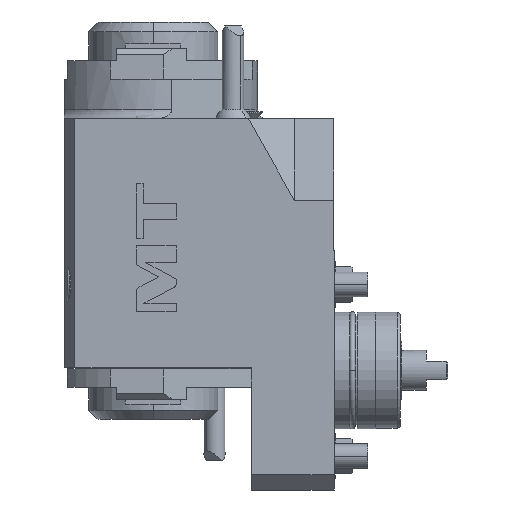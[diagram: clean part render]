
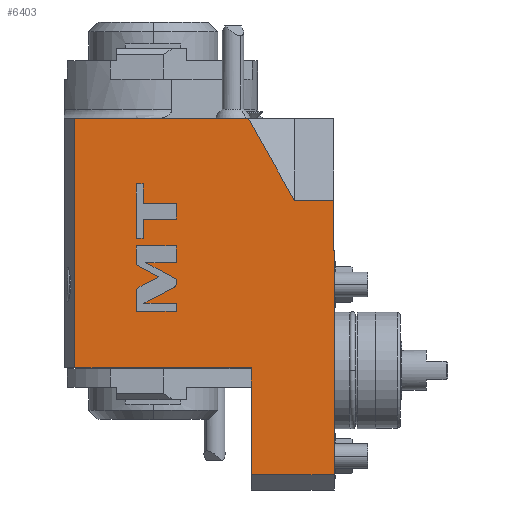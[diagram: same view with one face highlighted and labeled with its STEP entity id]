
A CAD part, front view. The second image highlights one B-rep face of the part: STEP entity #6403.
In plain terms, the highlighted planar face has unit normal (0, -1, 0).
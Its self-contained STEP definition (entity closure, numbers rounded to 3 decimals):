
#21=DIRECTION('',(0.,0.,-1.));
#22=VECTOR('',#21,73.);
#23=CARTESIAN_POINT('',(0.,-37.5,39.));
#24=LINE('',#23,#22);
#95=DIRECTION('',(0.,0.,1.));
#96=VECTOR('',#95,34.8);
#97=CARTESIAN_POINT('',(-27.,-37.5,-34.));
#98=LINE('',#97,#96);
#99=DIRECTION('',(1.,0.,0.));
#100=VECTOR('',#99,57.517);
#101=CARTESIAN_POINT('',(-84.517,-37.5,0.8));
#102=LINE('',#101,#100);
#103=DIRECTION('',(0.,0.,-1.));
#104=VECTOR('',#103,81.2);
#105=CARTESIAN_POINT('',(-84.517,-37.5,82.));
#106=LINE('',#105,#104);
#107=DIRECTION('',(-1.,0.,0.));
#108=VECTOR('',#107,56.517);
#109=CARTESIAN_POINT('',(-28.,-37.5,82.));
#110=LINE('',#109,#108);
#111=DIRECTION('',(0.493,0.,-0.87));
#112=VECTOR('',#111,30.451);
#113=CARTESIAN_POINT('',(-28.,-37.5,82.));
#114=LINE('',#113,#112);
#115=DIRECTION('',(1.,0.,0.));
#116=VECTOR('',#115,12.8);
#117=CARTESIAN_POINT('',(-13.,-37.5,55.5));
#118=LINE('',#117,#116);
#119=DIRECTION('',(0.,0.,-1.));
#120=VECTOR('',#119,16.5);
#121=CARTESIAN_POINT('',(-0.2,-37.5,55.5));
#122=LINE('',#121,#120);
#123=DIRECTION('',(-1.,0.,0.));
#124=VECTOR('',#123,0.2);
#125=CARTESIAN_POINT('',(0.,-37.5,39.));
#126=LINE('',#125,#124);
#127=CARTESIAN_POINT('',(-63.654,-37.5,27.148));
#128=CARTESIAN_POINT('',(-64.176,-37.5,26.878));
#129=CARTESIAN_POINT('',(-64.5,-37.5,26.345));
#130=CARTESIAN_POINT('',(-64.5,-37.5,25.758));
#132=DIRECTION('',(0.,0.,-1.));
#133=VECTOR('',#132,6.535);
#134=CARTESIAN_POINT('',(-64.5,-37.5,25.758));
#135=LINE('',#134,#133);
#136=DIRECTION('',(1.,0.,0.));
#137=VECTOR('',#136,13.);
#138=CARTESIAN_POINT('',(-64.5,-37.5,19.223));
#139=LINE('',#138,#137);
#140=DIRECTION('',(0.,0.,1.));
#141=VECTOR('',#140,2.704);
#142=CARTESIAN_POINT('',(-51.5,-37.5,19.223));
#143=LINE('',#142,#141);
#144=DIRECTION('',(-1.,0.,0.));
#145=VECTOR('',#144,10.531);
#146=CARTESIAN_POINT('',(-51.5,-37.5,21.927));
#147=LINE('',#146,#145);
#148=DIRECTION('',(0.888,0.,0.459));
#149=VECTOR('',#148,10.903);
#150=CARTESIAN_POINT('',(-62.031,-37.5,21.927));
#151=LINE('',#150,#149);
#152=CARTESIAN_POINT('',(-52.346,-37.5,26.935));
#153=CARTESIAN_POINT('',(-51.823,-37.5,27.205));
#154=CARTESIAN_POINT('',(-51.5,-37.5,27.739));
#155=CARTESIAN_POINT('',(-51.5,-37.5,28.327));
#157=DIRECTION('',(0.,0.,1.));
#158=VECTOR('',#157,1.356);
#159=CARTESIAN_POINT('',(-51.5,-37.5,28.327));
#160=LINE('',#159,#158);
#161=DIRECTION('',(-0.877,0.,0.481));
#162=VECTOR('',#161,11.28);
#163=CARTESIAN_POINT('',(-51.5,-37.5,29.683));
#164=LINE('',#163,#162);
#165=DIRECTION('',(1.,0.,0.));
#166=VECTOR('',#165,9.888);
#167=CARTESIAN_POINT('',(-61.388,-37.5,35.111));
#168=LINE('',#167,#166);
#169=DIRECTION('',(0.,0.,1.));
#170=VECTOR('',#169,5.47);
#171=CARTESIAN_POINT('',(-51.5,-37.5,35.111));
#172=LINE('',#171,#170);
#173=DIRECTION('',(-1.,0.,0.));
#174=VECTOR('',#173,13.);
#175=CARTESIAN_POINT('',(-51.5,-37.5,40.581));
#176=LINE('',#175,#174);
#177=DIRECTION('',(0.,0.,-1.));
#178=VECTOR('',#177,6.167);
#179=CARTESIAN_POINT('',(-64.5,-37.5,40.581));
#180=LINE('',#179,#178);
#181=DIRECTION('',(0.877,0.,-0.481));
#182=VECTOR('',#181,8.244);
#183=CARTESIAN_POINT('',(-64.5,-37.5,34.414));
#184=LINE('',#183,#182);
#185=DIRECTION('',(-0.888,0.,-0.459));
#186=VECTOR('',#185,7.183);
#187=CARTESIAN_POINT('',(-57.273,-37.5,30.447));
#188=LINE('',#187,#186);
#189=DIRECTION('',(1.,0.,0.));
#190=VECTOR('',#189,10.786);
#191=CARTESIAN_POINT('',(-62.286,-37.5,49.323));
#192=LINE('',#191,#190);
#193=DIRECTION('',(0.,0.,1.));
#194=VECTOR('',#193,5.15);
#195=CARTESIAN_POINT('',(-51.5,-37.5,49.323));
#196=LINE('',#195,#194);
#197=DIRECTION('',(-1.,0.,0.));
#198=VECTOR('',#197,10.786);
#199=CARTESIAN_POINT('',(-51.5,-37.5,54.473));
#200=LINE('',#199,#198);
#201=DIRECTION('',(0.,0.,1.));
#202=VECTOR('',#201,6.302);
#203=CARTESIAN_POINT('',(-62.286,-37.5,54.473));
#204=LINE('',#203,#202);
#205=DIRECTION('',(-1.,0.,0.));
#206=VECTOR('',#205,2.214);
#207=CARTESIAN_POINT('',(-62.286,-37.5,60.775));
#208=LINE('',#207,#206);
#209=DIRECTION('',(0.,0.,-1.));
#210=VECTOR('',#209,17.754);
#211=CARTESIAN_POINT('',(-64.5,-37.5,60.775));
#212=LINE('',#211,#210);
#213=DIRECTION('',(1.,0.,0.));
#214=VECTOR('',#213,2.214);
#215=CARTESIAN_POINT('',(-64.5,-37.5,43.021));
#216=LINE('',#215,#214);
#217=DIRECTION('',(0.,0.,1.));
#218=VECTOR('',#217,6.302);
#219=CARTESIAN_POINT('',(-62.286,-37.5,43.021));
#220=LINE('',#219,#218);
#225=DIRECTION('',(1.,0.,0.));
#226=VECTOR('',#225,27.);
#227=CARTESIAN_POINT('',(-27.,-37.5,-34.));
#228=LINE('',#227,#226);
#5144=CARTESIAN_POINT('',(0.,-37.5,-34.));
#5146=VERTEX_POINT('',#5144);
#5153=CARTESIAN_POINT('',(0.,-37.5,39.));
#5155=VERTEX_POINT('',#5153);
#5164=CARTESIAN_POINT('',(-0.2,-37.5,55.5));
#5165=CARTESIAN_POINT('',(-0.2,-37.5,39.));
#5166=VERTEX_POINT('',#5164);
#5167=VERTEX_POINT('',#5165);
#5214=CARTESIAN_POINT('',(-84.517,-37.5,0.8));
#5216=VERTEX_POINT('',#5214);
#5218=CARTESIAN_POINT('',(-27.,-37.5,0.8));
#5219=VERTEX_POINT('',#5218);
#5228=CARTESIAN_POINT('',(-84.517,-37.5,82.));
#5230=VERTEX_POINT('',#5228);
#5238=CARTESIAN_POINT('',(-28.,-37.5,82.));
#5239=VERTEX_POINT('',#5238);
#5257=CARTESIAN_POINT('',(-27.,-37.5,-34.));
#5259=VERTEX_POINT('',#5257);
#5268=CARTESIAN_POINT('',(-13.,-37.5,55.5));
#5270=VERTEX_POINT('',#5268);
#6205=CARTESIAN_POINT('',(-63.654,-37.5,27.148));
#6206=VERTEX_POINT('',#6205);
#6207=CARTESIAN_POINT('',(-64.5,-37.5,25.758));
#6208=VERTEX_POINT('',#6207);
#6209=CARTESIAN_POINT('',(-64.5,-37.5,19.223));
#6210=VERTEX_POINT('',#6209);
#6211=CARTESIAN_POINT('',(-51.5,-37.5,19.223));
#6212=VERTEX_POINT('',#6211);
#6213=CARTESIAN_POINT('',(-51.5,-37.5,21.927));
#6214=VERTEX_POINT('',#6213);
#6215=CARTESIAN_POINT('',(-62.031,-37.5,21.927));
#6216=VERTEX_POINT('',#6215);
#6217=CARTESIAN_POINT('',(-52.346,-37.5,26.935));
#6218=VERTEX_POINT('',#6217);
#6219=CARTESIAN_POINT('',(-51.5,-37.5,28.327));
#6220=VERTEX_POINT('',#6219);
#6221=CARTESIAN_POINT('',(-51.5,-37.5,29.683));
#6222=VERTEX_POINT('',#6221);
#6223=CARTESIAN_POINT('',(-61.388,-37.5,35.111));
#6224=VERTEX_POINT('',#6223);
#6225=CARTESIAN_POINT('',(-51.5,-37.5,35.111));
#6226=VERTEX_POINT('',#6225);
#6227=CARTESIAN_POINT('',(-51.5,-37.5,40.581));
#6228=VERTEX_POINT('',#6227);
#6229=CARTESIAN_POINT('',(-64.5,-37.5,40.581));
#6230=VERTEX_POINT('',#6229);
#6231=CARTESIAN_POINT('',(-64.5,-37.5,34.414));
#6232=VERTEX_POINT('',#6231);
#6233=CARTESIAN_POINT('',(-57.273,-37.5,30.447));
#6234=VERTEX_POINT('',#6233);
#6235=CARTESIAN_POINT('',(-62.286,-37.5,49.323));
#6236=VERTEX_POINT('',#6235);
#6237=CARTESIAN_POINT('',(-51.5,-37.5,49.323));
#6238=VERTEX_POINT('',#6237);
#6239=CARTESIAN_POINT('',(-51.5,-37.5,54.473));
#6240=VERTEX_POINT('',#6239);
#6241=CARTESIAN_POINT('',(-62.286,-37.5,54.473));
#6242=VERTEX_POINT('',#6241);
#6243=CARTESIAN_POINT('',(-62.286,-37.5,60.775));
#6244=VERTEX_POINT('',#6243);
#6245=CARTESIAN_POINT('',(-64.5,-37.5,60.775));
#6246=VERTEX_POINT('',#6245);
#6247=CARTESIAN_POINT('',(-64.5,-37.5,43.021));
#6248=VERTEX_POINT('',#6247);
#6249=CARTESIAN_POINT('',(-62.286,-37.5,43.021));
#6250=VERTEX_POINT('',#6249);
#6328=CARTESIAN_POINT('',(-13.,-37.5,82.));
#6329=DIRECTION('',(0.,-1.,0.));
#6330=DIRECTION('',(0.,0.,-1.));
#6331=AXIS2_PLACEMENT_3D('',#6328,#6329,#6330);
#6332=PLANE('',#6331);
#6334=ORIENTED_EDGE('',*,*,#6333,.F.);
#6336=ORIENTED_EDGE('',*,*,#6335,.T.);
#6338=ORIENTED_EDGE('',*,*,#6337,.F.);
#6340=ORIENTED_EDGE('',*,*,#6339,.F.);
#6342=ORIENTED_EDGE('',*,*,#6341,.F.);
#6344=ORIENTED_EDGE('',*,*,#6343,.T.);
#6346=ORIENTED_EDGE('',*,*,#6345,.T.);
#6348=ORIENTED_EDGE('',*,*,#6347,.T.);
#6349=ORIENTED_EDGE('',*,*,#6319,.F.);
#6350=ORIENTED_EDGE('',*,*,#6266,.T.);
#6351=EDGE_LOOP('',(#6334,#6336,#6338,#6340,#6342,#6344,#6346,#6348,#6349,
#6350));
#6352=FACE_OUTER_BOUND('',#6351,.F.);
#6354=ORIENTED_EDGE('',*,*,#6353,.T.);
#6356=ORIENTED_EDGE('',*,*,#6355,.T.);
#6358=ORIENTED_EDGE('',*,*,#6357,.T.);
#6360=ORIENTED_EDGE('',*,*,#6359,.T.);
#6362=ORIENTED_EDGE('',*,*,#6361,.T.);
#6364=ORIENTED_EDGE('',*,*,#6363,.T.);
#6366=ORIENTED_EDGE('',*,*,#6365,.T.);
#6368=ORIENTED_EDGE('',*,*,#6367,.T.);
#6370=ORIENTED_EDGE('',*,*,#6369,.T.);
#6372=ORIENTED_EDGE('',*,*,#6371,.T.);
#6374=ORIENTED_EDGE('',*,*,#6373,.T.);
#6376=ORIENTED_EDGE('',*,*,#6375,.T.);
#6378=ORIENTED_EDGE('',*,*,#6377,.T.);
#6380=ORIENTED_EDGE('',*,*,#6379,.T.);
#6382=ORIENTED_EDGE('',*,*,#6381,.T.);
#6383=EDGE_LOOP('',(#6354,#6356,#6358,#6360,#6362,#6364,#6366,#6368,#6370,#6372,
#6374,#6376,#6378,#6380,#6382));
#6384=FACE_BOUND('',#6383,.F.);
#6386=ORIENTED_EDGE('',*,*,#6385,.T.);
#6388=ORIENTED_EDGE('',*,*,#6387,.T.);
#6390=ORIENTED_EDGE('',*,*,#6389,.T.);
#6392=ORIENTED_EDGE('',*,*,#6391,.T.);
#6394=ORIENTED_EDGE('',*,*,#6393,.T.);
#6396=ORIENTED_EDGE('',*,*,#6395,.T.);
#6398=ORIENTED_EDGE('',*,*,#6397,.T.);
#6400=ORIENTED_EDGE('',*,*,#6399,.T.);
#6401=EDGE_LOOP('',(#6386,#6388,#6390,#6392,#6394,#6396,#6398,#6400));
#6402=FACE_BOUND('',#6401,.F.);
#6403=ADVANCED_FACE('',(#6352,#6384,#6402),#6332,.T.);
#131=B_SPLINE_CURVE_WITH_KNOTS('',3,(#127,#128,#129,#130),.UNSPECIFIED.,.F.,.F.,
(4,4),(0.,1.),.UNSPECIFIED.);
#156=B_SPLINE_CURVE_WITH_KNOTS('',3,(#152,#153,#154,#155),.UNSPECIFIED.,.F.,.F.,
(4,4),(0.,1.),.UNSPECIFIED.);
#6266=EDGE_CURVE('',#5155,#5146,#24,.T.);
#6319=EDGE_CURVE('',#5155,#5167,#126,.T.);
#6333=EDGE_CURVE('',#5259,#5146,#228,.T.);
#6335=EDGE_CURVE('',#5259,#5219,#98,.T.);
#6337=EDGE_CURVE('',#5216,#5219,#102,.T.);
#6339=EDGE_CURVE('',#5230,#5216,#106,.T.);
#6341=EDGE_CURVE('',#5239,#5230,#110,.T.);
#6343=EDGE_CURVE('',#5239,#5270,#114,.T.);
#6345=EDGE_CURVE('',#5270,#5166,#118,.T.);
#6347=EDGE_CURVE('',#5166,#5167,#122,.T.);
#6353=EDGE_CURVE('',#6206,#6208,#131,.T.);
#6355=EDGE_CURVE('',#6208,#6210,#135,.T.);
#6357=EDGE_CURVE('',#6210,#6212,#139,.T.);
#6359=EDGE_CURVE('',#6212,#6214,#143,.T.);
#6361=EDGE_CURVE('',#6214,#6216,#147,.T.);
#6363=EDGE_CURVE('',#6216,#6218,#151,.T.);
#6365=EDGE_CURVE('',#6218,#6220,#156,.T.);
#6367=EDGE_CURVE('',#6220,#6222,#160,.T.);
#6369=EDGE_CURVE('',#6222,#6224,#164,.T.);
#6371=EDGE_CURVE('',#6224,#6226,#168,.T.);
#6373=EDGE_CURVE('',#6226,#6228,#172,.T.);
#6375=EDGE_CURVE('',#6228,#6230,#176,.T.);
#6377=EDGE_CURVE('',#6230,#6232,#180,.T.);
#6379=EDGE_CURVE('',#6232,#6234,#184,.T.);
#6381=EDGE_CURVE('',#6234,#6206,#188,.T.);
#6385=EDGE_CURVE('',#6236,#6238,#192,.T.);
#6387=EDGE_CURVE('',#6238,#6240,#196,.T.);
#6389=EDGE_CURVE('',#6240,#6242,#200,.T.);
#6391=EDGE_CURVE('',#6242,#6244,#204,.T.);
#6393=EDGE_CURVE('',#6244,#6246,#208,.T.);
#6395=EDGE_CURVE('',#6246,#6248,#212,.T.);
#6397=EDGE_CURVE('',#6248,#6250,#216,.T.);
#6399=EDGE_CURVE('',#6250,#6236,#220,.T.);
